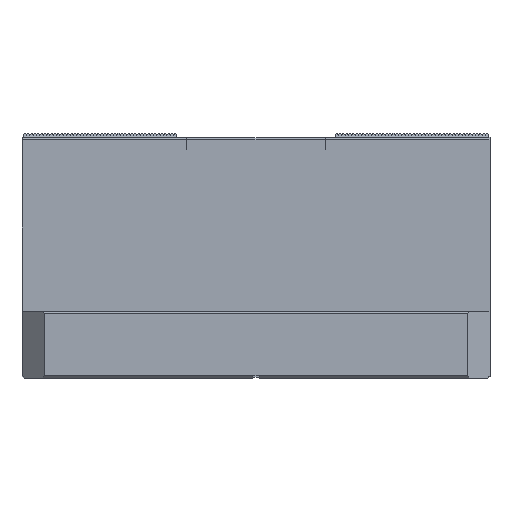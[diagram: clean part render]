
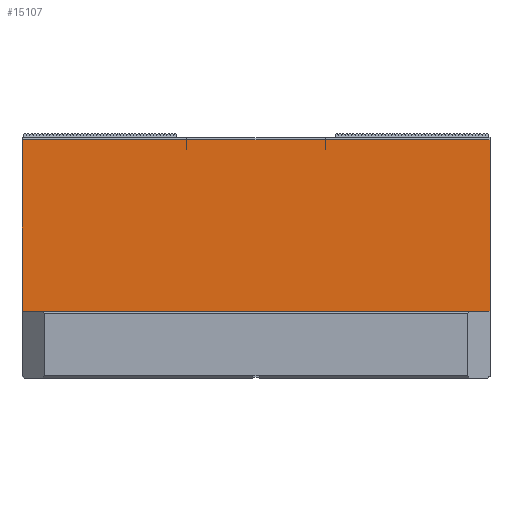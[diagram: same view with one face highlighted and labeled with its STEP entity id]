
A CAD part, top view. The second image highlights one B-rep face of the part: STEP entity #15107.
In plain terms, the highlighted planar face has unit normal (0, 0, 1).
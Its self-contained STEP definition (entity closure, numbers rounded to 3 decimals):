
#7393 = DIRECTION ( 'NONE',  ( 1., 0., 0. ) ) ;
#7394 = VECTOR ( 'NONE', #7393, 1000. ) ;
#7395 = CARTESIAN_POINT ( 'NONE',  ( -31., 102.5, 42.5 ) ) ;
#7396 = LINE ( 'NONE', #7395, #7394 ) ;
#7397 = CARTESIAN_POINT ( 'NONE',  ( -31., 102.5, 42.5 ) ) ;
#7402 = CARTESIAN_POINT ( 'NONE',  ( -31., 102.5, 42.5 ) ) ;
#7424 = CARTESIAN_POINT ( 'NONE',  ( 31., 102.5, 42.5 ) ) ;
#7425 = DIRECTION ( 'NONE',  ( 1., 0., 0. ) ) ;
#7426 = VECTOR ( 'NONE', #7425, 1000. ) ;
#7427 = CARTESIAN_POINT ( 'NONE',  ( -31., 102.5, 42.5 ) ) ;
#7428 = LINE ( 'NONE', #7427, #7426 ) ;
#7429 = CARTESIAN_POINT ( 'NONE',  ( 31., 102.5, 42.5 ) ) ;
#7735 = CARTESIAN_POINT ( 'NONE',  ( -105., 30., 42.5 ) ) ;
#7820 = CARTESIAN_POINT ( 'NONE',  ( -105., 107., 42.5 ) ) ;
#7821 = DIRECTION ( 'NONE',  ( 0., 1., 0. ) ) ;
#7822 = VECTOR ( 'NONE', #7821, 1000. ) ;
#7823 = CARTESIAN_POINT ( 'NONE',  ( -105., 108., 42.5 ) ) ;
#7824 = LINE ( 'NONE', #7823, #7822 ) ;
#7903 = CARTESIAN_POINT ( 'NONE',  ( 105., 30., 42.5 ) ) ;
#7956 = DIRECTION ( 'NONE',  ( 0., 1., 0. ) ) ;
#7957 = VECTOR ( 'NONE', #7956, 1000. ) ;
#7958 = CARTESIAN_POINT ( 'NONE',  ( 105., 108., 42.5 ) ) ;
#7959 = LINE ( 'NONE', #7958, #7957 ) ;
#7960 = CARTESIAN_POINT ( 'NONE',  ( 105., 107., 42.5 ) ) ;
#7987 = CARTESIAN_POINT ( 'NONE',  ( 31., 106.9, 42.5 ) ) ;
#7988 = DIRECTION ( 'NONE',  ( 0., -1., 0. ) ) ;
#7989 = VECTOR ( 'NONE', #7988, 1000. ) ;
#7990 = CARTESIAN_POINT ( 'NONE',  ( 31., 107.9, 42.5 ) ) ;
#7991 = DIRECTION ( 'NONE',  ( -1., 0., 0. ) ) ;
#7992 = DIRECTION ( 'NONE',  ( 0., 0., -1. ) ) ;
#7993 = AXIS2_PLACEMENT_3D ( 'NONE', #7995, #7992, #7991 ) ;
#7994 = LINE ( 'NONE', #7990, #7989 ) ;
#7995 = CARTESIAN_POINT ( 'NONE',  ( -105.001, 108., 42.5 ) ) ;
#7996 = PLANE ( 'NONE',  #7993 ) ;
#7997 = FACE_OUTER_BOUND ( 'NONE', #15108, .T. ) ;
#8076 = CARTESIAN_POINT ( 'NONE',  ( -31., 106.9, 42.5 ) ) ;
#8077 = DIRECTION ( 'NONE',  ( -1., 0., 0. ) ) ;
#8078 = VECTOR ( 'NONE', #8077, 1000. ) ;
#8079 = CARTESIAN_POINT ( 'NONE',  ( -105.001, 106.9, 42.5 ) ) ;
#8080 = LINE ( 'NONE', #8079, #8078 ) ;
#8098 = DIRECTION ( 'NONE',  ( 0., 1., 0. ) ) ;
#8099 = VECTOR ( 'NONE', #8098, 1000. ) ;
#8100 = CARTESIAN_POINT ( 'NONE',  ( 31., 102.5, 42.5 ) ) ;
#8101 = LINE ( 'NONE', #8100, #8099 ) ;
#8103 = CARTESIAN_POINT ( 'NONE',  ( 31., 107., 42.5 ) ) ;
#8104 = DIRECTION ( 'NONE',  ( -1., 0., 0. ) ) ;
#8105 = VECTOR ( 'NONE', #8104, 1000. ) ;
#8106 = CARTESIAN_POINT ( 'NONE',  ( 31., 107., 42.5 ) ) ;
#8108 = LINE ( 'NONE', #8106, #8105 ) ;
#8109 = DIRECTION ( 'NONE',  ( 1., 0., 0. ) ) ;
#8110 = VECTOR ( 'NONE', #8109, 1000. ) ;
#8111 = CARTESIAN_POINT ( 'NONE',  ( -105.001, 30., 42.5 ) ) ;
#8112 = LINE ( 'NONE', #8111, #8110 ) ;
#8132 = DIRECTION ( 'NONE',  ( -1., 0., 0. ) ) ;
#8133 = VECTOR ( 'NONE', #8132, 1000. ) ;
#8134 = CARTESIAN_POINT ( 'NONE',  ( -105., 107., 42.5 ) ) ;
#8135 = LINE ( 'NONE', #8134, #8133 ) ;
#8136 = CARTESIAN_POINT ( 'NONE',  ( -31., 107., 42.5 ) ) ;
#8137 = DIRECTION ( 'NONE',  ( 0., 1., 0. ) ) ;
#8138 = VECTOR ( 'NONE', #8137, 1000. ) ;
#8139 = CARTESIAN_POINT ( 'NONE',  ( -31., 102.5, 42.5 ) ) ;
#8140 = LINE ( 'NONE', #8139, #8138 ) ;
#8141 = DIRECTION ( 'NONE',  ( 0., -1., 0. ) ) ;
#8142 = VECTOR ( 'NONE', #8141, 1000. ) ;
#8143 = CARTESIAN_POINT ( 'NONE',  ( -31., 107.9, 42.5 ) ) ;
#8144 = LINE ( 'NONE', #8143, #8142 ) ;
#14763 = VERTEX_POINT ( 'NONE', #7402 ) ;
#14767 = VERTEX_POINT ( 'NONE', #7397 ) ;
#14769 = EDGE_CURVE ( 'NONE', #14767, #14763, #7396, .T. ) ;
#14782 = VERTEX_POINT ( 'NONE', #7429 ) ;
#14784 = EDGE_CURVE ( 'NONE', #14782, #14785, #7428, .T. ) ;
#14785 = VERTEX_POINT ( 'NONE', #7424 ) ;
#14935 = VERTEX_POINT ( 'NONE', #7735 ) ;
#15002 = EDGE_CURVE ( 'NONE', #14935, #15003, #7824, .T. ) ;
#15003 = VERTEX_POINT ( 'NONE', #7820 ) ;
#15046 = VERTEX_POINT ( 'NONE', #7903 ) ;
#15093 = VERTEX_POINT ( 'NONE', #7960 ) ;
#15095 = EDGE_CURVE ( 'NONE', #15046, #15093, #7959, .T. ) ;
#15107 = ADVANCED_FACE ( 'NONE', ( #7997 ), #7996, .F. ) ;
#15108 = EDGE_LOOP ( 'NONE', ( #15109, #15112, #15173, #15175, #15176, #15179, #15181, #15182, #15158, #15159, #15162, #15164 ) ) ;
#15109 = ORIENTED_EDGE ( 'NONE', *, *, #15110, .F. ) ;
#15110 = EDGE_CURVE ( 'NONE', #15111, #14782, #7994, .T. ) ;
#15111 = VERTEX_POINT ( 'NONE', #7987 ) ;
#15112 = ORIENTED_EDGE ( 'NONE', *, *, #15171, .T. ) ;
#15157 = EDGE_CURVE ( 'NONE', #14935, #15046, #8112, .T. ) ;
#15158 = ORIENTED_EDGE ( 'NONE', *, *, #15095, .T. ) ;
#15159 = ORIENTED_EDGE ( 'NONE', *, *, #15160, .T. ) ;
#15160 = EDGE_CURVE ( 'NONE', #15093, #15161, #8108, .T. ) ;
#15161 = VERTEX_POINT ( 'NONE', #8103 ) ;
#15162 = ORIENTED_EDGE ( 'NONE', *, *, #15163, .F. ) ;
#15163 = EDGE_CURVE ( 'NONE', #14785, #15161, #8101, .T. ) ;
#15164 = ORIENTED_EDGE ( 'NONE', *, *, #14784, .F. ) ;
#15171 = EDGE_CURVE ( 'NONE', #15111, #15172, #8080, .T. ) ;
#15172 = VERTEX_POINT ( 'NONE', #8076 ) ;
#15173 = ORIENTED_EDGE ( 'NONE', *, *, #15174, .T. ) ;
#15174 = EDGE_CURVE ( 'NONE', #15172, #14763, #8144, .T. ) ;
#15175 = ORIENTED_EDGE ( 'NONE', *, *, #14769, .F. ) ;
#15176 = ORIENTED_EDGE ( 'NONE', *, *, #15177, .T. ) ;
#15177 = EDGE_CURVE ( 'NONE', #14767, #15178, #8140, .T. ) ;
#15178 = VERTEX_POINT ( 'NONE', #8136 ) ;
#15179 = ORIENTED_EDGE ( 'NONE', *, *, #15180, .T. ) ;
#15180 = EDGE_CURVE ( 'NONE', #15178, #15003, #8135, .T. ) ;
#15181 = ORIENTED_EDGE ( 'NONE', *, *, #15002, .F. ) ;
#15182 = ORIENTED_EDGE ( 'NONE', *, *, #15157, .T. ) ;
